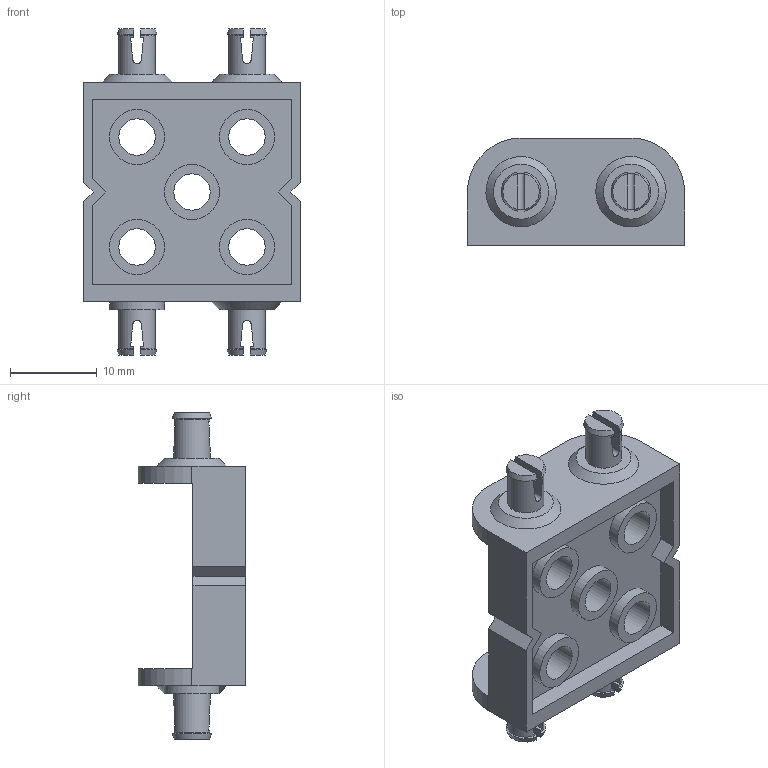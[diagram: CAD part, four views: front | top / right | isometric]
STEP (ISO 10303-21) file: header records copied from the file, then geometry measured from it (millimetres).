
FILE_DESCRIPTION((''),'2;1');
FILE_NAME('228-2500-220.stp','2014-01-15T17:32:11',('jessica_knerr'),(''),'Autodesk Inventor 2013','Autodesk Inventor 2013','');
FILE_SCHEMA(('AUTOMOTIVE_DESIGN { 1 0 10303 214 1 1 1 1 }'));
Length unit declared in the file: millimetre
Products named in the file (1): 228-2500-220
Bounding box: 25.1 x 12.43 x 37.68 mm (x, y, z)
Volume: 2886.9 mm3; surface area: 3724.1 mm2
Topology: 1 solids, 1 shells, 130 faces, 329 edges, 220 vertices
Faces by surface type: plane 83, cylinder 28, cone 19
Full cylindrical faces by diameter (mm): 4.2 x9, 6.35 x11
Entity records: 3922 total; most frequent: CARTESIAN_POINT 845, DIRECTION 628, ORIENTED_EDGE 600, EDGE_CURVE 300, AXIS2_PLACEMENT_3D 237, VERTEX_POINT 214, EDGE_LOOP 182, VECTOR 154
